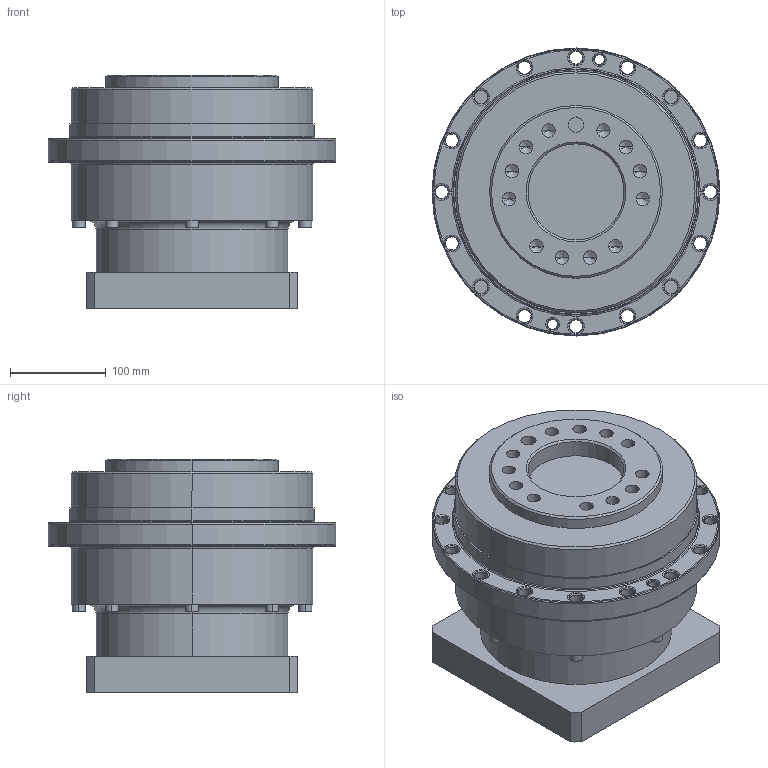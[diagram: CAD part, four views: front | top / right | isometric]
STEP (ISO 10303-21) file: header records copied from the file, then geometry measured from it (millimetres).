
FILE_DESCRIPTION((''),'2;1');
FILE_NAME('VRT255-L1-P2','2022-06-15T11:04:31',('Administrator'),(''),'CREO PARAMETRIC BY PTC INC, 2019010','CREO PARAMETRIC BY PTC INC, 2019010','');
FILE_SCHEMA(('CONFIG_CONTROL_DESIGN'));
Length unit declared in the file: millimetre
Products named in the file (1): VRT255-L1-P2
Bounding box: 300 x 300 x 243.7 mm (x, y, z)
Volume: 10112831.5 mm3; surface area: 516527 mm2
Topology: 1 solids, 1 shells, 535 faces, 1322 edges, 786 vertices
Faces by surface type: torus 220, plane 139, cylinder 136, cone 40
Entity records: 16044 total; most frequent: DIRECTION 3100, CARTESIAN_POINT 2909, ORIENTED_EDGE 2580, AXIS2_PLACEMENT_3D 1327, EDGE_CURVE 1290, CIRCLE 792, VERTEX_POINT 786, EDGE_LOOP 600
